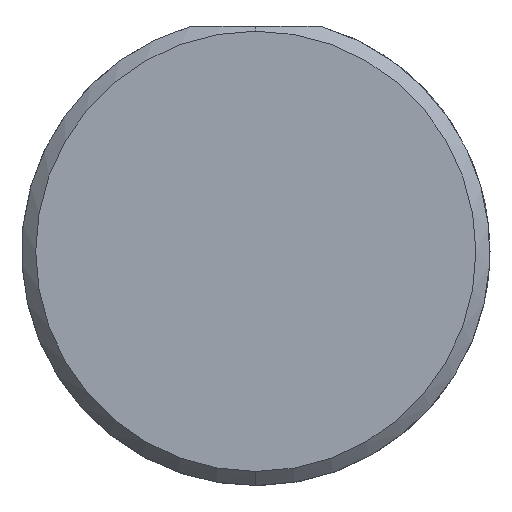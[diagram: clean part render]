
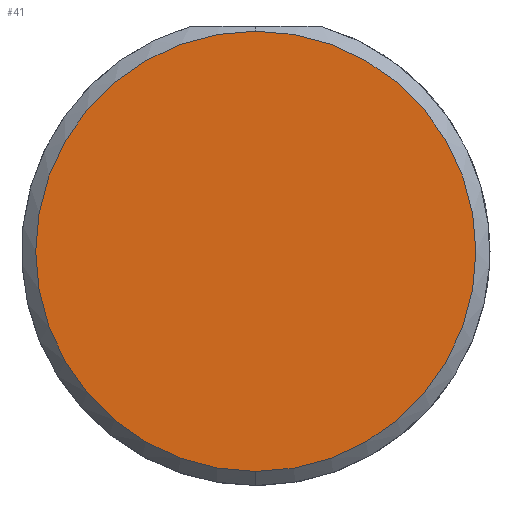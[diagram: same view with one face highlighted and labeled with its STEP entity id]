
A CAD part, left-side view. The second image highlights one B-rep face of the part: STEP entity #41.
In plain terms, the highlighted planar face has unit normal (-1, 0, 0).
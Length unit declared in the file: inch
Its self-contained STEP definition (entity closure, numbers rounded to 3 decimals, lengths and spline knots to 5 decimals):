
#41 = ADVANCED_FACE ( 'NONE', ( #342 ), #578, .F. ) ;
#50 = CARTESIAN_POINT ( 'NONE',  ( 0., 0., -0.23485 ) ) ;
#110 = DIRECTION ( 'NONE',  ( 0., 0., 1. ) ) ;
#111 = VERTEX_POINT ( 'NONE', #307 ) ;
#136 = CARTESIAN_POINT ( 'NONE',  ( 0., 0., 0. ) ) ;
#163 = VERTEX_POINT ( 'NONE', #50 ) ;
#169 = DIRECTION ( 'NONE',  ( 0., 0., -1. ) ) ;
#203 = AXIS2_PLACEMENT_3D ( 'NONE', #216, #288, #110 ) ;
#216 = CARTESIAN_POINT ( 'NONE',  ( 0., 0., 0. ) ) ;
#229 = ORIENTED_EDGE ( 'NONE', *, *, #240, .T. ) ;
#240 = EDGE_CURVE ( 'NONE', #163, #111, #359, .T. ) ;
#286 = ORIENTED_EDGE ( 'NONE', *, *, #458, .T. ) ;
#288 = DIRECTION ( 'NONE',  ( -1., 0., 0. ) ) ;
#307 = CARTESIAN_POINT ( 'NONE',  ( 0., 0., 0.23485 ) ) ;
#313 = DIRECTION ( 'NONE',  ( -1., 0., 0. ) ) ;
#342 = FACE_OUTER_BOUND ( 'NONE', #452, .T. ) ;
#359 = CIRCLE ( 'NONE', #777, 0.23485 ) ;
#452 = EDGE_LOOP ( 'NONE', ( #229, #286 ) ) ;
#458 = EDGE_CURVE ( 'NONE', #111, #163, #768, .T. ) ;
#523 = DIRECTION ( 'NONE',  ( 1., 0., 0. ) ) ;
#578 = PLANE ( 'NONE',  #673 ) ;
#632 = DIRECTION ( 'NONE',  ( 0., 0., 1. ) ) ;
#673 = AXIS2_PLACEMENT_3D ( 'NONE', #714, #523, #169 ) ;
#714 = CARTESIAN_POINT ( 'NONE',  ( 0., 0., 0. ) ) ;
#768 = CIRCLE ( 'NONE', #203, 0.23485 ) ;
#777 = AXIS2_PLACEMENT_3D ( 'NONE', #136, #313, #632 ) ;
